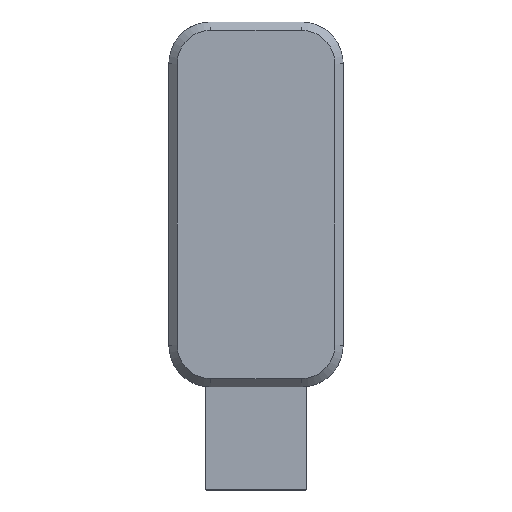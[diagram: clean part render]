
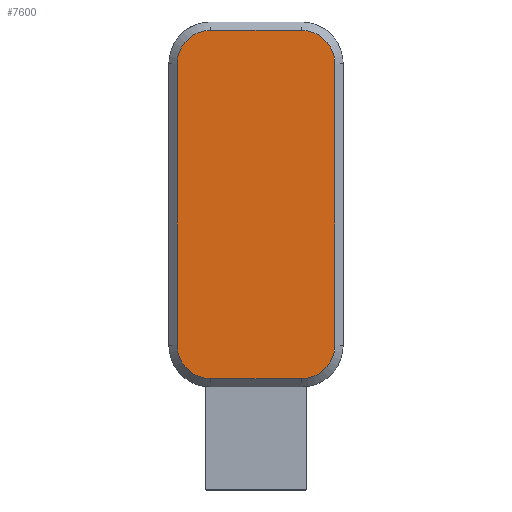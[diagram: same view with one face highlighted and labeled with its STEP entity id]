
A CAD part, top view. The second image highlights one B-rep face of the part: STEP entity #7600.
In plain terms, the highlighted planar face has unit normal (0, 0, 1).
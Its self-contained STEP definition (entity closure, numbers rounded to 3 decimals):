
#15 = LINE ( 'NONE', #6724, #7709 ) ;
#42 = EDGE_CURVE ( 'NONE', #4830, #4652, #848, .T. ) ;
#269 = AXIS2_PLACEMENT_3D ( 'NONE', #7394, #8102, #3916 ) ;
#550 = CARTESIAN_POINT ( 'NONE',  ( 74.936, 100.244, 4.7 ) ) ;
#553 = EDGE_CURVE ( 'NONE', #4652, #7743, #839, .T. ) ;
#576 = CARTESIAN_POINT ( 'NONE',  ( 85.846, 58.47, 4.7 ) ) ;
#774 = DIRECTION ( 'NONE',  ( 0., 0., 1. ) ) ;
#839 = LINE ( 'NONE', #6986, #7024 ) ;
#848 = CIRCLE ( 'NONE', #6279, 4. ) ;
#897 = CARTESIAN_POINT ( 'NONE',  ( 70.936, 62.47, 4.7 ) ) ;
#974 = ORIENTED_EDGE ( 'NONE', *, *, #553, .T. ) ;
#1079 = CARTESIAN_POINT ( 'NONE',  ( 74.936, 62.47, 4.7 ) ) ;
#1482 = ORIENTED_EDGE ( 'NONE', *, *, #42, .T. ) ;
#1534 = ORIENTED_EDGE ( 'NONE', *, *, #4622, .T. ) ;
#1575 = CARTESIAN_POINT ( 'NONE',  ( 74.936, 58.47, 4.7 ) ) ;
#1726 = CARTESIAN_POINT ( 'NONE',  ( 85.846, 58.47, 4.7 ) ) ;
#1968 = VECTOR ( 'NONE', #8847, 1000. ) ;
#2019 = ORIENTED_EDGE ( 'NONE', *, *, #7459, .T. ) ;
#2592 = DIRECTION ( 'NONE',  ( 0., 1., 0. ) ) ;
#3079 = EDGE_CURVE ( 'NONE', #6284, #7184, #6550, .T. ) ;
#3180 = VERTEX_POINT ( 'NONE', #576 ) ;
#3208 = ORIENTED_EDGE ( 'NONE', *, *, #3079, .T. ) ;
#3415 = VERTEX_POINT ( 'NONE', #1575 ) ;
#3453 = PLANE ( 'NONE',  #5483 ) ;
#3583 = AXIS2_PLACEMENT_3D ( 'NONE', #5388, #5212, #3989 ) ;
#3916 = DIRECTION ( 'NONE',  ( 1., 0., 0. ) ) ;
#3989 = DIRECTION ( 'NONE',  ( 1., 0., 0. ) ) ;
#4100 = CARTESIAN_POINT ( 'NONE',  ( 0., 0., 4.7 ) ) ;
#4228 = ORIENTED_EDGE ( 'NONE', *, *, #6948, .T. ) ;
#4536 = VERTEX_POINT ( 'NONE', #6518 ) ;
#4611 = CARTESIAN_POINT ( 'NONE',  ( 70.936, 96.244, 4.7 ) ) ;
#4622 = EDGE_CURVE ( 'NONE', #4536, #4830, #15, .T. ) ;
#4652 = VERTEX_POINT ( 'NONE', #4611 ) ;
#4693 = DIRECTION ( 'NONE',  ( 1., 0., 0. ) ) ;
#4830 = VERTEX_POINT ( 'NONE', #550 ) ;
#4845 = ORIENTED_EDGE ( 'NONE', *, *, #5192, .T. ) ;
#5131 = ORIENTED_EDGE ( 'NONE', *, *, #6450, .T. ) ;
#5192 = EDGE_CURVE ( 'NONE', #3415, #3180, #6720, .T. ) ;
#5212 = DIRECTION ( 'NONE',  ( 0., 0., 1. ) ) ;
#5388 = CARTESIAN_POINT ( 'NONE',  ( 85.846, 62.47, 4.7 ) ) ;
#5483 = AXIS2_PLACEMENT_3D ( 'NONE', #4100, #8386, #6225 ) ;
#5665 = CARTESIAN_POINT ( 'NONE',  ( 89.846, 96.244, 4.7 ) ) ;
#5734 = DIRECTION ( 'NONE',  ( 1., 0., 0. ) ) ;
#5816 = FACE_OUTER_BOUND ( 'NONE', #8558, .T. ) ;
#6015 = CARTESIAN_POINT ( 'NONE',  ( 89.846, 96.244, 4.7 ) ) ;
#6105 = VECTOR ( 'NONE', #2592, 1000. ) ;
#6167 = AXIS2_PLACEMENT_3D ( 'NONE', #1079, #8118, #4693 ) ;
#6225 = DIRECTION ( 'NONE',  ( 1., 0., 0. ) ) ;
#6279 = AXIS2_PLACEMENT_3D ( 'NONE', #7066, #774, #5734 ) ;
#6284 = VERTEX_POINT ( 'NONE', #8797 ) ;
#6450 = EDGE_CURVE ( 'NONE', #7743, #3415, #7450, .T. ) ;
#6518 = CARTESIAN_POINT ( 'NONE',  ( 85.846, 100.244, 4.7 ) ) ;
#6550 = LINE ( 'NONE', #6015, #6105 ) ;
#6582 = CIRCLE ( 'NONE', #3583, 4. ) ;
#6720 = LINE ( 'NONE', #1726, #1968 ) ;
#6724 = CARTESIAN_POINT ( 'NONE',  ( 74.936, 100.244, 4.7 ) ) ;
#6798 = CIRCLE ( 'NONE', #269, 4. ) ;
#6948 = EDGE_CURVE ( 'NONE', #3180, #6284, #6582, .T. ) ;
#6986 = CARTESIAN_POINT ( 'NONE',  ( 70.936, 62.47, 4.7 ) ) ;
#7024 = VECTOR ( 'NONE', #7661, 1000. ) ;
#7066 = CARTESIAN_POINT ( 'NONE',  ( 74.936, 96.244, 4.7 ) ) ;
#7184 = VERTEX_POINT ( 'NONE', #5665 ) ;
#7394 = CARTESIAN_POINT ( 'NONE',  ( 85.846, 96.244, 4.7 ) ) ;
#7450 = CIRCLE ( 'NONE', #6167, 4. ) ;
#7459 = EDGE_CURVE ( 'NONE', #7184, #4536, #6798, .T. ) ;
#7600 = ADVANCED_FACE ( 'NONE', ( #5816 ), #3453, .T. ) ;
#7661 = DIRECTION ( 'NONE',  ( 0., -1., 0. ) ) ;
#7709 = VECTOR ( 'NONE', #8841, 1000. ) ;
#7743 = VERTEX_POINT ( 'NONE', #897 ) ;
#8102 = DIRECTION ( 'NONE',  ( 0., 0., 1. ) ) ;
#8118 = DIRECTION ( 'NONE',  ( 0., 0., 1. ) ) ;
#8386 = DIRECTION ( 'NONE',  ( 0., 0., 1. ) ) ;
#8558 = EDGE_LOOP ( 'NONE', ( #4228, #3208, #2019, #1534, #1482, #974, #5131, #4845 ) ) ;
#8797 = CARTESIAN_POINT ( 'NONE',  ( 89.846, 62.47, 4.7 ) ) ;
#8841 = DIRECTION ( 'NONE',  ( -1., 0., 0. ) ) ;
#8847 = DIRECTION ( 'NONE',  ( 1., 0., 0. ) ) ;
